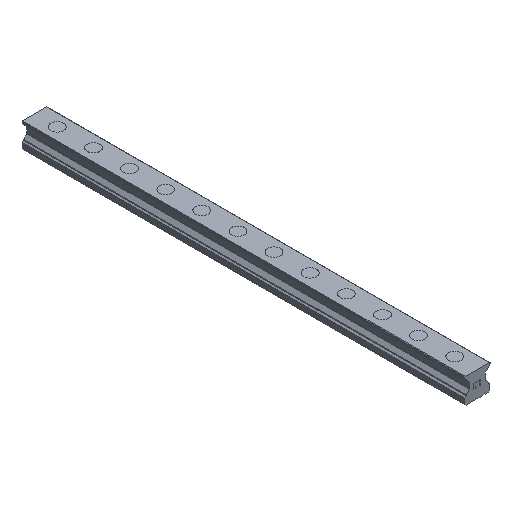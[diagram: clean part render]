
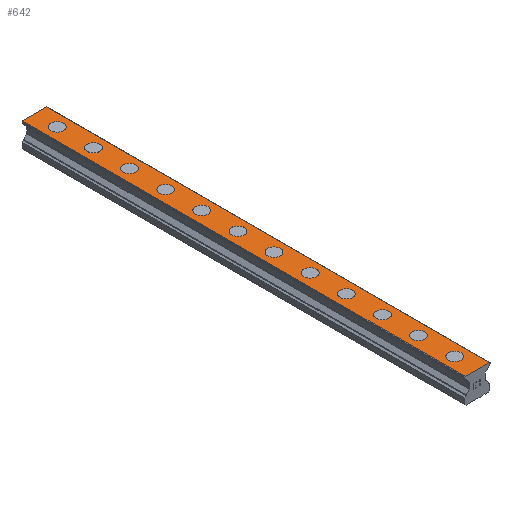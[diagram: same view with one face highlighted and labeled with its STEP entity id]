
A CAD part, isometric view. The second image highlights one B-rep face of the part: STEP entity #642.
In plain terms, the highlighted planar face has unit normal (0, 0, 1).
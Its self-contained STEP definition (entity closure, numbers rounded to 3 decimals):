
#642=ADVANCED_FACE('',(#1319,#1320,#1321,#1322,#1323,#1324,#1325,#1326,#1327,#1328,#1329,#1330,#1331),#1332,.T.);
#1319=FACE_BOUND('',#2036,.T.);
#1320=FACE_BOUND('',#2037,.T.);
#1321=FACE_BOUND('',#2038,.T.);
#1322=FACE_BOUND('',#2039,.T.);
#1323=FACE_BOUND('',#2040,.T.);
#1324=FACE_BOUND('',#2041,.T.);
#1325=FACE_BOUND('',#2042,.T.);
#1326=FACE_BOUND('',#2043,.T.);
#1327=FACE_BOUND('',#2044,.T.);
#1328=FACE_BOUND('',#2045,.T.);
#1329=FACE_BOUND('',#2046,.T.);
#1330=FACE_BOUND('',#2047,.T.);
#1331=FACE_OUTER_BOUND('',#2048,.T.);
#1332=PLANE('',#2049);
#2036=EDGE_LOOP('',(#3862,#3863));
#2037=EDGE_LOOP('',(#3864,#3865));
#2038=EDGE_LOOP('',(#3866,#3867));
#2039=EDGE_LOOP('',(#3868,#3869));
#2040=EDGE_LOOP('',(#3870,#3871));
#2041=EDGE_LOOP('',(#3872,#3873));
#2042=EDGE_LOOP('',(#3874,#3875));
#2043=EDGE_LOOP('',(#3876,#3877));
#2044=EDGE_LOOP('',(#3878,#3879));
#2045=EDGE_LOOP('',(#3880,#3881));
#2046=EDGE_LOOP('',(#3882,#3883));
#2047=EDGE_LOOP('',(#3884,#3885));
#2048=EDGE_LOOP('',(#3886,#3887,#3888,#3889));
#2049=AXIS2_PLACEMENT_3D('',#3890,#3891,#3892);
#3862=ORIENTED_EDGE('',*,*,#4235,.T.);
#3863=ORIENTED_EDGE('',*,*,#4713,.T.);
#3864=ORIENTED_EDGE('',*,*,#4225,.T.);
#3865=ORIENTED_EDGE('',*,*,#4719,.T.);
#3866=ORIENTED_EDGE('',*,*,#4215,.T.);
#3867=ORIENTED_EDGE('',*,*,#4725,.T.);
#3868=ORIENTED_EDGE('',*,*,#4205,.T.);
#3869=ORIENTED_EDGE('',*,*,#4731,.T.);
#3870=ORIENTED_EDGE('',*,*,#4195,.T.);
#3871=ORIENTED_EDGE('',*,*,#4737,.T.);
#3872=ORIENTED_EDGE('',*,*,#4185,.T.);
#3873=ORIENTED_EDGE('',*,*,#4743,.T.);
#3874=ORIENTED_EDGE('',*,*,#4175,.T.);
#3875=ORIENTED_EDGE('',*,*,#4749,.T.);
#3876=ORIENTED_EDGE('',*,*,#4165,.T.);
#3877=ORIENTED_EDGE('',*,*,#4755,.T.);
#3878=ORIENTED_EDGE('',*,*,#4155,.T.);
#3879=ORIENTED_EDGE('',*,*,#4761,.T.);
#3880=ORIENTED_EDGE('',*,*,#4145,.T.);
#3881=ORIENTED_EDGE('',*,*,#4767,.T.);
#3882=ORIENTED_EDGE('',*,*,#4135,.T.);
#3883=ORIENTED_EDGE('',*,*,#4773,.T.);
#3884=ORIENTED_EDGE('',*,*,#4125,.T.);
#3885=ORIENTED_EDGE('',*,*,#4779,.T.);
#3886=ORIENTED_EDGE('',*,*,#4688,.T.);
#3887=ORIENTED_EDGE('',*,*,#4834,.F.);
#3888=ORIENTED_EDGE('',*,*,#4550,.F.);
#3889=ORIENTED_EDGE('',*,*,#4832,.T.);
#3890=CARTESIAN_POINT('',(0.,490.0,28.));
#3891=DIRECTION('',(0.0,0.0,1.0));
#3892=DIRECTION('',(-1.0,0.0,-0.0));
#4125=EDGE_CURVE('',#4898,#4895,#4899,.T.);
#4135=EDGE_CURVE('',#4916,#4913,#4917,.T.);
#4145=EDGE_CURVE('',#4934,#4931,#4935,.T.);
#4155=EDGE_CURVE('',#4952,#4949,#4953,.T.);
#4165=EDGE_CURVE('',#4970,#4967,#4971,.T.);
#4175=EDGE_CURVE('',#4988,#4985,#4989,.T.);
#4185=EDGE_CURVE('',#5006,#5003,#5007,.T.);
#4195=EDGE_CURVE('',#5024,#5021,#5025,.T.);
#4205=EDGE_CURVE('',#5042,#5039,#5043,.T.);
#4215=EDGE_CURVE('',#5060,#5057,#5061,.T.);
#4225=EDGE_CURVE('',#5078,#5075,#5079,.T.);
#4235=EDGE_CURVE('',#5096,#5093,#5097,.T.);
#4550=EDGE_CURVE('',#5561,#5563,#5564,.T.);
#4688=EDGE_CURVE('',#5794,#5792,#5795,.T.);
#4713=EDGE_CURVE('',#5093,#5096,#5842,.T.);
#4719=EDGE_CURVE('',#5075,#5078,#5848,.T.);
#4725=EDGE_CURVE('',#5057,#5060,#5854,.T.);
#4731=EDGE_CURVE('',#5039,#5042,#5860,.T.);
#4737=EDGE_CURVE('',#5021,#5024,#5866,.T.);
#4743=EDGE_CURVE('',#5003,#5006,#5872,.T.);
#4749=EDGE_CURVE('',#4985,#4988,#5878,.T.);
#4755=EDGE_CURVE('',#4967,#4970,#5884,.T.);
#4761=EDGE_CURVE('',#4949,#4952,#5890,.T.);
#4767=EDGE_CURVE('',#4931,#4934,#5896,.T.);
#4773=EDGE_CURVE('',#4913,#4916,#5902,.T.);
#4779=EDGE_CURVE('',#4895,#4898,#5908,.T.);
#4832=EDGE_CURVE('',#5561,#5794,#5961,.T.);
#4834=EDGE_CURVE('',#5563,#5792,#5963,.T.);
#4895=VERTEX_POINT('',#6026);
#4898=VERTEX_POINT('',#6030);
#4899=CIRCLE('',#6031,7.0);
#4913=VERTEX_POINT('',#6048);
#4916=VERTEX_POINT('',#6052);
#4917=CIRCLE('',#6053,7.0);
#4931=VERTEX_POINT('',#6070);
#4934=VERTEX_POINT('',#6074);
#4935=CIRCLE('',#6075,7.0);
#4949=VERTEX_POINT('',#6092);
#4952=VERTEX_POINT('',#6096);
#4953=CIRCLE('',#6097,7.0);
#4967=VERTEX_POINT('',#6114);
#4970=VERTEX_POINT('',#6118);
#4971=CIRCLE('',#6119,7.0);
#4985=VERTEX_POINT('',#6136);
#4988=VERTEX_POINT('',#6140);
#4989=CIRCLE('',#6141,7.0);
#5003=VERTEX_POINT('',#6158);
#5006=VERTEX_POINT('',#6162);
#5007=CIRCLE('',#6163,7.0);
#5021=VERTEX_POINT('',#6180);
#5024=VERTEX_POINT('',#6184);
#5025=CIRCLE('',#6185,7.0);
#5039=VERTEX_POINT('',#6202);
#5042=VERTEX_POINT('',#6206);
#5043=CIRCLE('',#6207,7.0);
#5057=VERTEX_POINT('',#6224);
#5060=VERTEX_POINT('',#6228);
#5061=CIRCLE('',#6229,7.0);
#5075=VERTEX_POINT('',#6246);
#5078=VERTEX_POINT('',#6250);
#5079=CIRCLE('',#6251,7.0);
#5093=VERTEX_POINT('',#6268);
#5096=VERTEX_POINT('',#6272);
#5097=CIRCLE('',#6273,7.0);
#5561=VERTEX_POINT('',#6891);
#5563=VERTEX_POINT('',#6894);
#5564=LINE('',#6895,#6896);
#5792=VERTEX_POINT('',#7218);
#5794=VERTEX_POINT('',#7221);
#5795=LINE('',#7222,#7223);
#5842=CIRCLE('',#7284,7.0);
#5848=CIRCLE('',#7290,7.0);
#5854=CIRCLE('',#7296,7.0);
#5860=CIRCLE('',#7302,7.0);
#5866=CIRCLE('',#7308,7.0);
#5872=CIRCLE('',#7314,7.0);
#5878=CIRCLE('',#7320,7.0);
#5884=CIRCLE('',#7326,7.0);
#5890=CIRCLE('',#7332,7.0);
#5896=CIRCLE('',#7338,7.0);
#5902=CIRCLE('',#7344,7.0);
#5908=CIRCLE('',#7350,7.0);
#5961=LINE('',#7427,#7428);
#5963=LINE('',#7430,#7431);
#6026=CARTESIAN_POINT('',(7.0,25.0,28.));
#6030=CARTESIAN_POINT('',(-7.0,25.0,28.));
#6031=AXIS2_PLACEMENT_3D('',#7515,#7516,#7517);
#6048=CARTESIAN_POINT('',(7.0,65.0,28.));
#6052=CARTESIAN_POINT('',(-7.0,65.0,28.));
#6053=AXIS2_PLACEMENT_3D('',#7531,#7532,#7533);
#6070=CARTESIAN_POINT('',(7.0,105.0,28.));
#6074=CARTESIAN_POINT('',(-7.0,105.0,28.));
#6075=AXIS2_PLACEMENT_3D('',#7547,#7548,#7549);
#6092=CARTESIAN_POINT('',(7.0,145.0,28.));
#6096=CARTESIAN_POINT('',(-7.0,145.0,28.));
#6097=AXIS2_PLACEMENT_3D('',#7563,#7564,#7565);
#6114=CARTESIAN_POINT('',(7.0,185.0,28.));
#6118=CARTESIAN_POINT('',(-7.0,185.0,28.));
#6119=AXIS2_PLACEMENT_3D('',#7579,#7580,#7581);
#6136=CARTESIAN_POINT('',(7.0,225.0,28.));
#6140=CARTESIAN_POINT('',(-7.0,225.0,28.));
#6141=AXIS2_PLACEMENT_3D('',#7595,#7596,#7597);
#6158=CARTESIAN_POINT('',(7.0,265.0,28.));
#6162=CARTESIAN_POINT('',(-7.0,265.0,28.));
#6163=AXIS2_PLACEMENT_3D('',#7611,#7612,#7613);
#6180=CARTESIAN_POINT('',(7.0,305.0,28.));
#6184=CARTESIAN_POINT('',(-7.0,305.0,28.));
#6185=AXIS2_PLACEMENT_3D('',#7627,#7628,#7629);
#6202=CARTESIAN_POINT('',(7.0,345.0,28.));
#6206=CARTESIAN_POINT('',(-7.0,345.0,28.));
#6207=AXIS2_PLACEMENT_3D('',#7643,#7644,#7645);
#6224=CARTESIAN_POINT('',(7.0,385.0,28.));
#6228=CARTESIAN_POINT('',(-7.0,385.0,28.));
#6229=AXIS2_PLACEMENT_3D('',#7659,#7660,#7661);
#6246=CARTESIAN_POINT('',(7.0,425.0,28.));
#6250=CARTESIAN_POINT('',(-7.0,425.0,28.));
#6251=AXIS2_PLACEMENT_3D('',#7675,#7676,#7677);
#6268=CARTESIAN_POINT('',(7.0,465.0,28.));
#6272=CARTESIAN_POINT('',(-7.0,465.0,28.));
#6273=AXIS2_PLACEMENT_3D('',#7691,#7692,#7693);
#6891=CARTESIAN_POINT('',(-13.5,490.0,28.));
#6894=CARTESIAN_POINT('',(13.5,490.0,28.));
#6895=CARTESIAN_POINT('',(-13.5,490.0,28.));
#6896=VECTOR('',#8059,1.0);
#7218=CARTESIAN_POINT('',(13.5,0.0,28.));
#7221=CARTESIAN_POINT('',(-13.5,0.0,28.));
#7222=CARTESIAN_POINT('',(-13.5,0.0,28.));
#7223=VECTOR('',#8209,1.0);
#7284=AXIS2_PLACEMENT_3D('',#8251,#8252,#8253);
#7290=AXIS2_PLACEMENT_3D('',#8260,#8261,#8262);
#7296=AXIS2_PLACEMENT_3D('',#8269,#8270,#8271);
#7302=AXIS2_PLACEMENT_3D('',#8278,#8279,#8280);
#7308=AXIS2_PLACEMENT_3D('',#8287,#8288,#8289);
#7314=AXIS2_PLACEMENT_3D('',#8296,#8297,#8298);
#7320=AXIS2_PLACEMENT_3D('',#8305,#8306,#8307);
#7326=AXIS2_PLACEMENT_3D('',#8314,#8315,#8316);
#7332=AXIS2_PLACEMENT_3D('',#8323,#8324,#8325);
#7338=AXIS2_PLACEMENT_3D('',#8332,#8333,#8334);
#7344=AXIS2_PLACEMENT_3D('',#8341,#8342,#8343);
#7350=AXIS2_PLACEMENT_3D('',#8350,#8351,#8352);
#7427=CARTESIAN_POINT('',(-13.5,490.0,28.));
#7428=VECTOR('',#8383,1.0);
#7430=CARTESIAN_POINT('',(13.5,490.0,28.));
#7431=VECTOR('',#8384,1.0);
#7515=CARTESIAN_POINT('',(0.0,25.0,28.));
#7516=DIRECTION('',(0.0,0.0,-1.0));
#7517=DIRECTION('',(1.0,0.0,0.0));
#7531=CARTESIAN_POINT('',(0.0,65.0,28.));
#7532=DIRECTION('',(0.0,0.0,-1.0));
#7533=DIRECTION('',(1.0,0.0,0.0));
#7547=CARTESIAN_POINT('',(0.0,105.0,28.));
#7548=DIRECTION('',(0.0,0.0,-1.0));
#7549=DIRECTION('',(1.0,0.0,0.0));
#7563=CARTESIAN_POINT('',(0.0,145.0,28.));
#7564=DIRECTION('',(0.0,0.0,-1.0));
#7565=DIRECTION('',(1.0,0.0,0.0));
#7579=CARTESIAN_POINT('',(0.0,185.0,28.));
#7580=DIRECTION('',(0.0,0.0,-1.0));
#7581=DIRECTION('',(1.0,0.0,0.0));
#7595=CARTESIAN_POINT('',(0.0,225.0,28.));
#7596=DIRECTION('',(0.0,0.0,-1.0));
#7597=DIRECTION('',(1.0,0.0,0.0));
#7611=CARTESIAN_POINT('',(0.0,265.0,28.));
#7612=DIRECTION('',(0.0,0.0,-1.0));
#7613=DIRECTION('',(1.0,0.0,0.0));
#7627=CARTESIAN_POINT('',(0.0,305.0,28.));
#7628=DIRECTION('',(0.0,0.0,-1.0));
#7629=DIRECTION('',(1.0,0.0,0.0));
#7643=CARTESIAN_POINT('',(0.0,345.0,28.));
#7644=DIRECTION('',(0.0,0.0,-1.0));
#7645=DIRECTION('',(1.0,0.0,0.0));
#7659=CARTESIAN_POINT('',(0.0,385.0,28.));
#7660=DIRECTION('',(0.0,0.0,-1.0));
#7661=DIRECTION('',(1.0,0.0,0.0));
#7675=CARTESIAN_POINT('',(0.0,425.0,28.));
#7676=DIRECTION('',(0.0,0.0,-1.0));
#7677=DIRECTION('',(1.0,0.0,0.0));
#7691=CARTESIAN_POINT('',(0.0,465.0,28.));
#7692=DIRECTION('',(0.0,0.0,-1.0));
#7693=DIRECTION('',(1.0,0.0,0.0));
#8059=DIRECTION('',(1.0,0.0,0.0));
#8209=DIRECTION('',(1.0,0.0,0.0));
#8251=CARTESIAN_POINT('',(0.0,465.0,28.));
#8252=DIRECTION('',(0.0,0.0,-1.0));
#8253=DIRECTION('',(1.0,0.0,0.0));
#8260=CARTESIAN_POINT('',(0.0,425.0,28.));
#8261=DIRECTION('',(0.0,0.0,-1.0));
#8262=DIRECTION('',(1.0,0.0,0.0));
#8269=CARTESIAN_POINT('',(0.0,385.0,28.));
#8270=DIRECTION('',(0.0,0.0,-1.0));
#8271=DIRECTION('',(1.0,0.0,0.0));
#8278=CARTESIAN_POINT('',(0.0,345.0,28.));
#8279=DIRECTION('',(0.0,0.0,-1.0));
#8280=DIRECTION('',(1.0,0.0,0.0));
#8287=CARTESIAN_POINT('',(0.0,305.0,28.));
#8288=DIRECTION('',(0.0,0.0,-1.0));
#8289=DIRECTION('',(1.0,0.0,0.0));
#8296=CARTESIAN_POINT('',(0.0,265.0,28.));
#8297=DIRECTION('',(0.0,0.0,-1.0));
#8298=DIRECTION('',(1.0,0.0,0.0));
#8305=CARTESIAN_POINT('',(0.0,225.0,28.));
#8306=DIRECTION('',(0.0,0.0,-1.0));
#8307=DIRECTION('',(1.0,0.0,0.0));
#8314=CARTESIAN_POINT('',(0.0,185.0,28.));
#8315=DIRECTION('',(0.0,0.0,-1.0));
#8316=DIRECTION('',(1.0,0.0,0.0));
#8323=CARTESIAN_POINT('',(0.0,145.0,28.));
#8324=DIRECTION('',(0.0,0.0,-1.0));
#8325=DIRECTION('',(1.0,0.0,0.0));
#8332=CARTESIAN_POINT('',(0.0,105.0,28.));
#8333=DIRECTION('',(0.0,0.0,-1.0));
#8334=DIRECTION('',(1.0,0.0,0.0));
#8341=CARTESIAN_POINT('',(0.0,65.0,28.));
#8342=DIRECTION('',(0.0,0.0,-1.0));
#8343=DIRECTION('',(1.0,0.0,0.0));
#8350=CARTESIAN_POINT('',(0.0,25.0,28.));
#8351=DIRECTION('',(0.0,0.0,-1.0));
#8352=DIRECTION('',(1.0,0.0,0.0));
#8383=DIRECTION('',(0.0,-1.0,0.0));
#8384=DIRECTION('',(0.0,-1.0,0.0));
